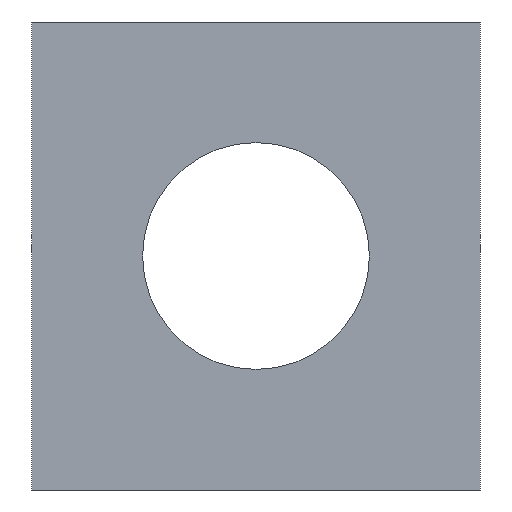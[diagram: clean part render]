
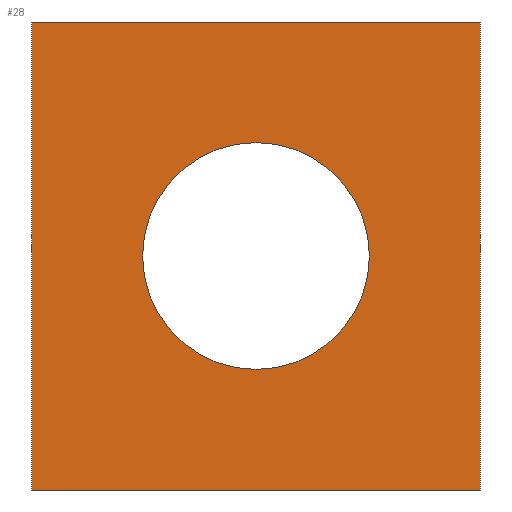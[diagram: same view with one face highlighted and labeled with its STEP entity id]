
A CAD part, left-side view. The second image highlights one B-rep face of the part: STEP entity #28.
In plain terms, the highlighted planar face has unit normal (-1, 0, 0).
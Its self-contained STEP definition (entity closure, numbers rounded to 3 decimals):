
#1 = CARTESIAN_POINT ( 'NONE',  ( 0., 5.219, 14.864 ) ) ;
#4 = DIRECTION ( 'NONE',  ( 1., 0., 0. ) ) ;
#8 = AXIS2_PLACEMENT_3D ( 'NONE', #150, #106, #48 ) ;
#18 = EDGE_LOOP ( 'NONE', ( #26, #240 ) ) ;
#20 = EDGE_CURVE ( 'NONE', #45, #49, #27, .T. ) ;
#25 = FACE_BOUND ( 'NONE', #18, .T. ) ;
#26 = ORIENTED_EDGE ( 'NONE', *, *, #146, .T. ) ;
#27 = LINE ( 'NONE', #46, #81 ) ;
#28 = ADVANCED_FACE ( 'NONE', ( #171, #25 ), #204, .F. ) ;
#29 = VERTEX_POINT ( 'NONE', #91 ) ;
#35 = AXIS2_PLACEMENT_3D ( 'NONE', #201, #4, #197 ) ;
#45 = VERTEX_POINT ( 'NONE', #1 ) ;
#46 = CARTESIAN_POINT ( 'NONE',  ( 0., 5.219, 14.864 ) ) ;
#48 = DIRECTION ( 'NONE',  ( 0., 0., -1. ) ) ;
#49 = VERTEX_POINT ( 'NONE', #135 ) ;
#57 = AXIS2_PLACEMENT_3D ( 'NONE', #198, #195, #62 ) ;
#62 = DIRECTION ( 'NONE',  ( 0., 0., -1. ) ) ;
#74 = LINE ( 'NONE', #114, #100 ) ;
#75 = CARTESIAN_POINT ( 'NONE',  ( 0., -0.912, 14.864 ) ) ;
#81 = VECTOR ( 'NONE', #218, 1000. ) ;
#86 = EDGE_CURVE ( 'NONE', #49, #243, #209, .T. ) ;
#87 = LINE ( 'NONE', #125, #172 ) ;
#91 = CARTESIAN_POINT ( 'NONE',  ( 0., 5.219, 8.469 ) ) ;
#98 = EDGE_CURVE ( 'NONE', #29, #45, #74, .T. ) ;
#100 = VECTOR ( 'NONE', #207, 1000. ) ;
#106 = DIRECTION ( 'NONE',  ( 1., 0., 0. ) ) ;
#107 = ORIENTED_EDGE ( 'NONE', *, *, #129, .F. ) ;
#114 = CARTESIAN_POINT ( 'NONE',  ( 0., 5.219, 14.864 ) ) ;
#120 = CARTESIAN_POINT ( 'NONE',  ( 0., 2.154, 10.117 ) ) ;
#122 = VERTEX_POINT ( 'NONE', #128 ) ;
#125 = CARTESIAN_POINT ( 'NONE',  ( 0., 5.219, 8.469 ) ) ;
#128 = CARTESIAN_POINT ( 'NONE',  ( 0., 2.154, 13.217 ) ) ;
#129 = EDGE_CURVE ( 'NONE', #243, #29, #87, .T. ) ;
#135 = CARTESIAN_POINT ( 'NONE',  ( 0., -0.912, 14.864 ) ) ;
#139 = CARTESIAN_POINT ( 'NONE',  ( 0., -0.912, 8.469 ) ) ;
#146 = EDGE_CURVE ( 'NONE', #122, #261, #206, .T. ) ;
#147 = VECTOR ( 'NONE', #160, 1000. ) ;
#150 = CARTESIAN_POINT ( 'NONE',  ( 0., 2.154, 11.667 ) ) ;
#152 = EDGE_CURVE ( 'NONE', #261, #122, #183, .T. ) ;
#160 = DIRECTION ( 'NONE',  ( 0., 0., -1. ) ) ;
#168 = DIRECTION ( 'NONE',  ( 0., 1., 0. ) ) ;
#171 = FACE_OUTER_BOUND ( 'NONE', #200, .T. ) ;
#172 = VECTOR ( 'NONE', #168, 1000. ) ;
#183 = CIRCLE ( 'NONE', #57, 1.55 ) ;
#195 = DIRECTION ( 'NONE',  ( 1., 0., 0. ) ) ;
#197 = DIRECTION ( 'NONE',  ( 0., 0., -1. ) ) ;
#198 = CARTESIAN_POINT ( 'NONE',  ( 0., 2.154, 11.667 ) ) ;
#200 = EDGE_LOOP ( 'NONE', ( #107, #220, #234, #241 ) ) ;
#201 = CARTESIAN_POINT ( 'NONE',  ( 0., 0., 0. ) ) ;
#204 = PLANE ( 'NONE',  #35 ) ;
#206 = CIRCLE ( 'NONE', #8, 1.55 ) ;
#207 = DIRECTION ( 'NONE',  ( 0., 0., 1. ) ) ;
#209 = LINE ( 'NONE', #75, #147 ) ;
#218 = DIRECTION ( 'NONE',  ( 0., -1., 0. ) ) ;
#220 = ORIENTED_EDGE ( 'NONE', *, *, #86, .F. ) ;
#234 = ORIENTED_EDGE ( 'NONE', *, *, #20, .F. ) ;
#240 = ORIENTED_EDGE ( 'NONE', *, *, #152, .T. ) ;
#241 = ORIENTED_EDGE ( 'NONE', *, *, #98, .F. ) ;
#243 = VERTEX_POINT ( 'NONE', #139 ) ;
#261 = VERTEX_POINT ( 'NONE', #120 ) ;
